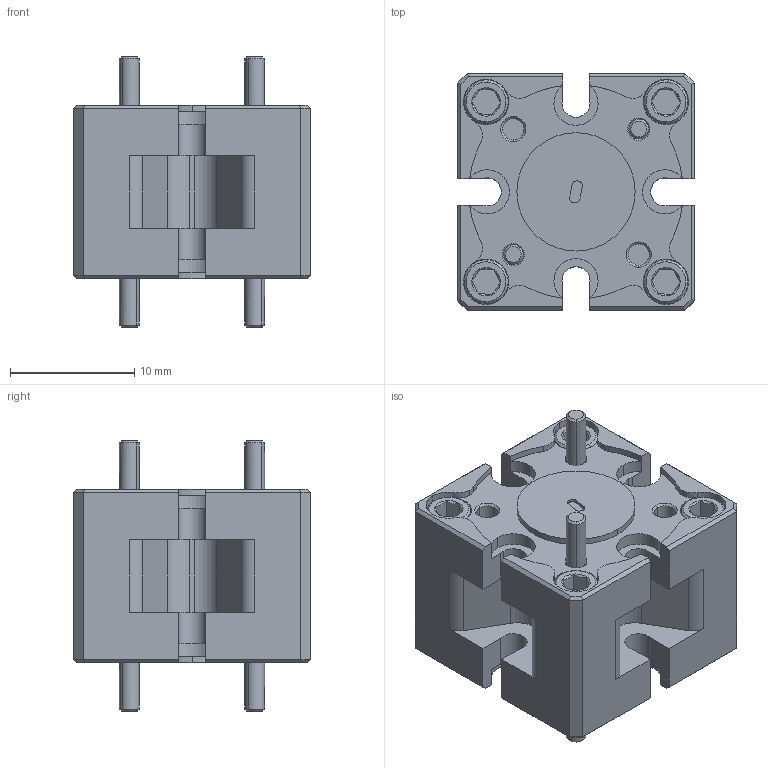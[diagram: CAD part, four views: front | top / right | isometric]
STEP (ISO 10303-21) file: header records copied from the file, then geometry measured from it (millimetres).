
FILE_DESCRIPTION (( 'STEP AP214' ), '1' );
FILE_NAME ('TF-SD-A-9M-0.55, Defeatured, CTRLD.STEP', '2024-04-08T22:52:34', ( '' ), ( '' ), 'SwSTEP 2.0', 'SolidWorks 2021', '' );
FILE_SCHEMA (( 'AUTOMOTIVE_DESIGN' ));
Length unit declared in the file: inch
Products named in the file (1): TF-SD-A-9M-0.55, Defeatured, CTRLD
Bounding box: 19.05 x 19.06 x 21.74 mm (x, y, z)
Volume: 3885.8 mm3; surface area: 2762.8 mm2
Topology: 1 solids, 1 shells, 993 faces, 2616 edges, 1696 vertices
Faces by surface type: plane 515, bspline 230, cylinder 152, cone 96
Entity records: 38450 total; most frequent: CARTESIAN_POINT 15216, ORIENTED_EDGE 5232, DIRECTION 4052, EDGE_CURVE 2616, VERTEX_POINT 1696, VECTOR 1676, LINE 1676, AXIS2_PLACEMENT_3D 1188
